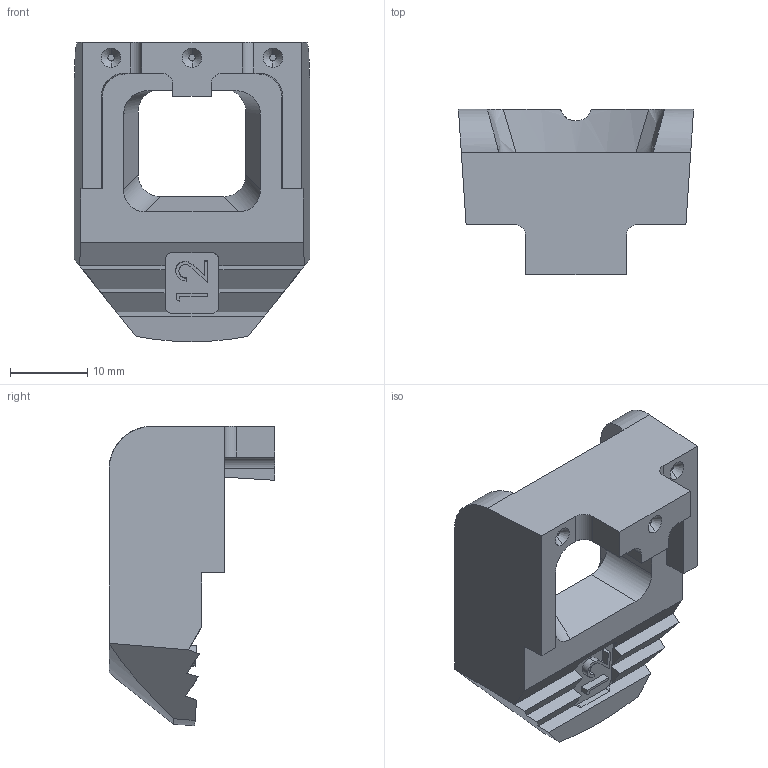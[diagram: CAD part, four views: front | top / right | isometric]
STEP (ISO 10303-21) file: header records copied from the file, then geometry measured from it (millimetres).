
FILE_DESCRIPTION (( 'STEP AP214' ), '1' );
FILE_NAME ('Typ A lang M12.STEP', '2008-02-15T12:16:07', ( 'Schütte' ), ( ' ' ), 'SwSTEP 2.0', 'SolidWorks 2008', '' );
FILE_SCHEMA (( 'AUTOMOTIVE_DESIGN' ));
Length unit declared in the file: millimetre
Products named in the file (1): Typ A lang M12
Bounding box: 30.5 x 21.5 x 38.82 mm (x, y, z)
Volume: 8110.1 mm3; surface area: 4391 mm2
Topology: 1 solids, 1 shells, 216 faces, 570 edges, 373 vertices
Faces by surface type: plane 160, bspline 26, cylinder 21, cone 9
Entity records: 8063 total; most frequent: CARTESIAN_POINT 2943, ORIENTED_EDGE 1140, DIRECTION 898, EDGE_CURVE 570, LINE 446, VECTOR 446, VERTEX_POINT 373, EDGE_LOOP 235
